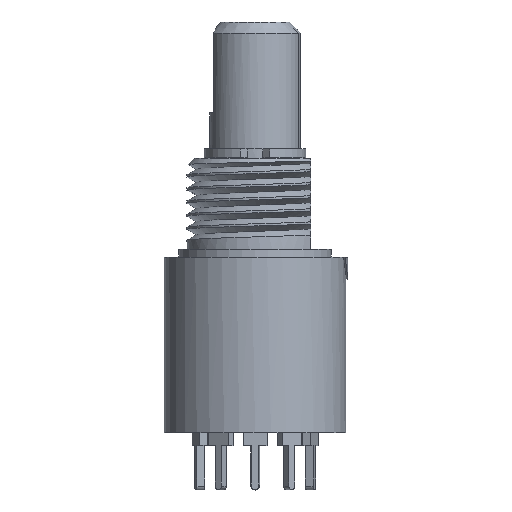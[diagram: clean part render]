
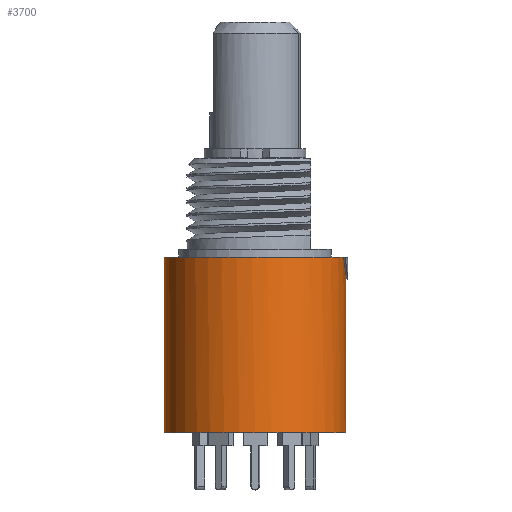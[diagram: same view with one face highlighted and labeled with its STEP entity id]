
A CAD part, top view. The second image highlights one B-rep face of the part: STEP entity #3700.
In plain terms, the highlighted cylindrical face has radius 6.35 mm (diameter 12.7 mm), a partial arc.
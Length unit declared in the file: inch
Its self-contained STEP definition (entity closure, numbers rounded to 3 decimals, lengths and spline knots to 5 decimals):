
#320=CARTESIAN_POINT('',(0.,-0.363,0.));
#321=DIRECTION('',(0.,-1.,0.));
#322=DIRECTION('',(1.,0.,0.));
#323=AXIS2_PLACEMENT_3D('',#320,#321,#322);
#325=DIRECTION('',(0.,1.,0.));
#326=VECTOR('',#325,0.423);
#327=CARTESIAN_POINT('',(0.25,-0.363,0.));
#328=LINE('',#327,#326);
#329=DIRECTION('',(0.,1.,0.));
#330=VECTOR('',#329,0.483);
#331=CARTESIAN_POINT('',(-0.25,-0.363,0.));
#332=LINE('',#331,#330);
#359=CARTESIAN_POINT('',(0.25,0.06,0.));
#360=CARTESIAN_POINT('',(0.25,0.08015,0.02015));
#361=CARTESIAN_POINT('',(0.2476,0.10015,
0.04015));
#362=CARTESIAN_POINT('',(0.24269,0.12,0.06));
#373=CARTESIAN_POINT('',(0.,0.12,0.));
#374=DIRECTION('',(0.,-1.,0.));
#375=DIRECTION('',(0.971,0.,0.24));
#376=AXIS2_PLACEMENT_3D('',#373,#374,#375);
#2715=CARTESIAN_POINT('',(-0.25,-0.363,0.));
#2716=CARTESIAN_POINT('',(-0.25,0.12,0.));
#2717=VERTEX_POINT('',#2715);
#2718=VERTEX_POINT('',#2716);
#2719=CARTESIAN_POINT('',(0.25,-0.363,0.));
#2720=VERTEX_POINT('',#2719);
#2721=CARTESIAN_POINT('',(0.25,0.06,0.));
#2722=VERTEX_POINT('',#2721);
#2723=CARTESIAN_POINT('',(0.24269,0.12,0.06));
#2724=VERTEX_POINT('',#2723);
#3684=CARTESIAN_POINT('',(0.,0.42975,0.));
#3685=DIRECTION('',(0.,-1.,0.));
#3686=DIRECTION('',(-1.,0.,0.));
#3687=AXIS2_PLACEMENT_3D('',#3684,#3685,#3686);
#3688=CYLINDRICAL_SURFACE('',#3687,0.25);
#3690=ORIENTED_EDGE('',*,*,#3689,.F.);
#3691=ORIENTED_EDGE('',*,*,#3661,.T.);
#3693=ORIENTED_EDGE('',*,*,#3692,.T.);
#3695=ORIENTED_EDGE('',*,*,#3694,.F.);
#3697=ORIENTED_EDGE('',*,*,#3696,.F.);
#3698=EDGE_LOOP('',(#3690,#3691,#3693,#3695,#3697));
#3699=FACE_OUTER_BOUND('',#3698,.F.);
#3700=ADVANCED_FACE('',(#3699),#3688,.T.);
#324=CIRCLE('',#323,0.25);
#363=B_SPLINE_CURVE_WITH_KNOTS('',3,(#359,#360,#361,#362),.UNSPECIFIED.,.F.,.F.,
(4,4),(0.,1.),.UNSPECIFIED.);
#377=CIRCLE('',#376,0.25);
#3661=EDGE_CURVE('',#2720,#2717,#324,.T.);
#3689=EDGE_CURVE('',#2720,#2722,#328,.T.);
#3692=EDGE_CURVE('',#2717,#2718,#332,.T.);
#3694=EDGE_CURVE('',#2724,#2718,#377,.T.);
#3696=EDGE_CURVE('',#2722,#2724,#363,.T.);
